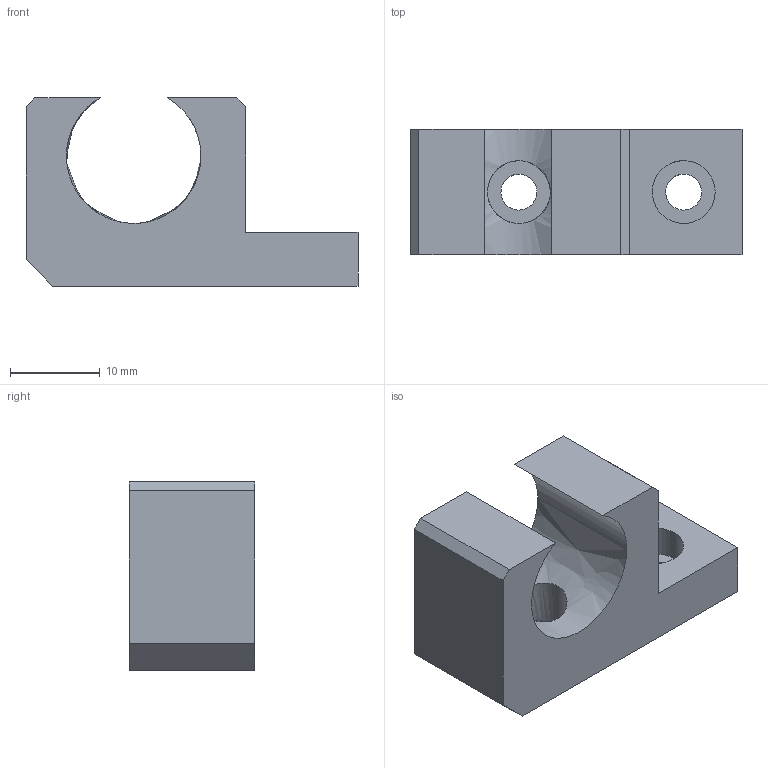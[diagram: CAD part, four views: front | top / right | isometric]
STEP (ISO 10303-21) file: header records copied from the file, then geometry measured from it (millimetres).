
FILE_DESCRIPTION(/* description */ (''),/* implementation_level */ '2;1');
FILE_NAME(/* name */ 'BEARIN~1',/* time_stamp */ '2014-12-09T11:14:14+01:00',/* author */ (''),/* organization */ (''),/* preprocessor_version */ 'ST-DEVELOPER v14',/* originating_system */ '',/* authorisation */ '');
FILE_SCHEMA (('AUTOMOTIVE_DESIGN'));
Length unit declared in the file: millimetre
Products named in the file (1): Document
Bounding box: 37 x 14 x 21 mm (x, y, z)
Volume: 5402.2 mm3; surface area: 3054 mm2
Topology: 1 solids, 1 shells, 24 faces, 60 edges, 40 vertices
Faces by surface type: plane 14, bspline 10
Entity records: 858 total; most frequent: CARTESIAN_POINT 454, ORIENTED_EDGE 120, EDGE_CURVE 60, VERTEX_POINT 40, B_SPLINE_CURVE_WITH_KNOTS 33, EDGE_LOOP 30, ADVANCED_FACE 24, FACE_OUTER_BOUND 24
